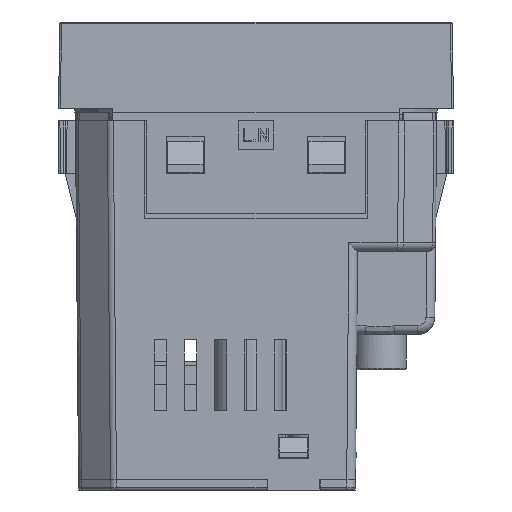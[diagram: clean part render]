
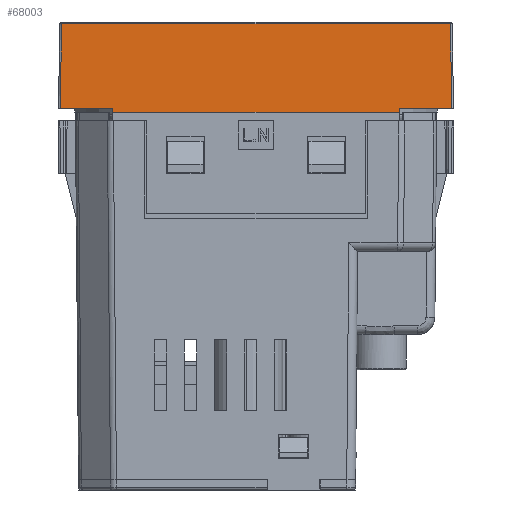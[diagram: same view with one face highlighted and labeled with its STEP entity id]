
A CAD part, left-side view. The second image highlights one B-rep face of the part: STEP entity #68003.
In plain terms, the highlighted planar face has unit normal (-1, 0, 0.018).
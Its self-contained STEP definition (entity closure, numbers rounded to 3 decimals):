
#1220 = ORIENTED_EDGE ( 'NONE', *, *, #37135, .F. ) ;
#1535 = CARTESIAN_POINT ( 'NONE',  ( -22.208, 22.005, 11.003 ) ) ;
#1924 = CARTESIAN_POINT ( 'NONE',  ( -22.376, 0., 1.4 ) ) ;
#4783 = VECTOR ( 'NONE', #22172, 1000. ) ;
#7382 = VERTEX_POINT ( 'NONE', #43063 ) ;
#10444 = VERTEX_POINT ( 'NONE', #49676 ) ;
#10949 = VERTEX_POINT ( 'NONE', #38242 ) ;
#11976 = LINE ( 'NONE', #1924, #64827 ) ;
#15248 = DIRECTION ( 'NONE',  ( -0.017, 0.017, -1. ) ) ;
#18338 = EDGE_CURVE ( 'NONE', #7382, #115614, #57789, .T. ) ;
#22172 = DIRECTION ( 'NONE',  ( 0., 1., 0. ) ) ;
#22841 = ORIENTED_EDGE ( 'NONE', *, *, #41233, .T. ) ;
#24975 = ORIENTED_EDGE ( 'NONE', *, *, #25759, .T. ) ;
#25759 = EDGE_CURVE ( 'NONE', #10949, #105150, #11976, .T. ) ;
#26259 = CARTESIAN_POINT ( 'NONE',  ( -22.393, 22.193, 0.387 ) ) ;
#27244 = DIRECTION ( 'NONE',  ( 0.017, 0.017, 1. ) ) ;
#30624 = CARTESIAN_POINT ( 'NONE',  ( -22.383, 0., 1. ) ) ;
#32116 = ORIENTED_EDGE ( 'NONE', *, *, #103337, .T. ) ;
#33888 = VERTEX_POINT ( 'NONE', #47402 ) ;
#36579 = CARTESIAN_POINT ( 'NONE',  ( -22.208, -22.008, 11.003 ) ) ;
#37135 = EDGE_CURVE ( 'NONE', #68604, #33888, #45037, .T. ) ;
#38242 = CARTESIAN_POINT ( 'NONE',  ( -22.376, -16.2, 1.4 ) ) ;
#41233 = EDGE_CURVE ( 'NONE', #124497, #10444, #50385, .T. ) ;
#43063 = CARTESIAN_POINT ( 'NONE',  ( -22.376, 16.2, 1.4 ) ) ;
#45037 = LINE ( 'NONE', #30624, #112949 ) ;
#47319 = VECTOR ( 'NONE', #96105, 1000. ) ;
#47402 = CARTESIAN_POINT ( 'NONE',  ( -22.383, 16.2, 1. ) ) ;
#48370 = DIRECTION ( 'NONE',  ( 0., 1., 0. ) ) ;
#49676 = CARTESIAN_POINT ( 'NONE',  ( -22.208, 22.008, 11.003 ) ) ;
#50385 = LINE ( 'NONE', #1535, #47319 ) ;
#53083 = LINE ( 'NONE', #95135, #123946 ) ;
#53186 = EDGE_CURVE ( 'NONE', #7382, #33888, #115364, .T. ) ;
#55797 = CARTESIAN_POINT ( 'NONE',  ( -22.376, -22.176, 1.4 ) ) ;
#56055 = VECTOR ( 'NONE', #115853, 1000. ) ;
#56095 = DIRECTION ( 'NONE',  ( 0.017, 0., 1. ) ) ;
#57789 = LINE ( 'NONE', #99019, #4783 ) ;
#59712 = FACE_OUTER_BOUND ( 'NONE', #118884, .T. ) ;
#60701 = ORIENTED_EDGE ( 'NONE', *, *, #18338, .F. ) ;
#61059 = LINE ( 'NONE', #26259, #88173 ) ;
#61784 = ORIENTED_EDGE ( 'NONE', *, *, #53186, .T. ) ;
#63873 = EDGE_CURVE ( 'NONE', #68604, #10949, #110389, .T. ) ;
#64827 = VECTOR ( 'NONE', #107081, 1000. ) ;
#66053 = CARTESIAN_POINT ( 'NONE',  ( -22.383, -16.2, 1. ) ) ;
#68003 = ADVANCED_FACE ( 'NONE', ( #59712 ), #96119, .T. ) ;
#68604 = VERTEX_POINT ( 'NONE', #66053 ) ;
#72242 = CARTESIAN_POINT ( 'NONE',  ( -22.4, 16.2, 0. ) ) ;
#74520 = VECTOR ( 'NONE', #92030, 1000. ) ;
#76123 = AXIS2_PLACEMENT_3D ( 'NONE', #105891, #104602, #56095 ) ;
#76595 = CARTESIAN_POINT ( 'NONE',  ( -22.4, -16.2, 0. ) ) ;
#82930 = ORIENTED_EDGE ( 'NONE', *, *, #63873, .T. ) ;
#88173 = VECTOR ( 'NONE', #15248, 1000. ) ;
#92030 = DIRECTION ( 'NONE',  ( -0.017, 0., -1. ) ) ;
#95135 = CARTESIAN_POINT ( 'NONE',  ( -22.393, -22.193, 0.387 ) ) ;
#96105 = DIRECTION ( 'NONE',  ( 0., 1., 0. ) ) ;
#96119 = PLANE ( 'NONE',  #76123 ) ;
#99019 = CARTESIAN_POINT ( 'NONE',  ( -22.376, 0., 1.4 ) ) ;
#103337 = EDGE_CURVE ( 'NONE', #10444, #115614, #61059, .T. ) ;
#104602 = DIRECTION ( 'NONE',  ( -1., 0., 0.017 ) ) ;
#105150 = VERTEX_POINT ( 'NONE', #55797 ) ;
#105503 = EDGE_CURVE ( 'NONE', #105150, #124497, #53083, .T. ) ;
#105891 = CARTESIAN_POINT ( 'NONE',  ( -22.4, 0., 0. ) ) ;
#107081 = DIRECTION ( 'NONE',  ( 0., -1., 0. ) ) ;
#110389 = LINE ( 'NONE', #76595, #56055 ) ;
#112949 = VECTOR ( 'NONE', #48370, 1000. ) ;
#115364 = LINE ( 'NONE', #72242, #74520 ) ;
#115614 = VERTEX_POINT ( 'NONE', #122365 ) ;
#115853 = DIRECTION ( 'NONE',  ( 0.017, 0., 1. ) ) ;
#117964 = ORIENTED_EDGE ( 'NONE', *, *, #105503, .T. ) ;
#118884 = EDGE_LOOP ( 'NONE', ( #1220, #82930, #24975, #117964, #22841, #32116, #60701, #61784 ) ) ;
#122365 = CARTESIAN_POINT ( 'NONE',  ( -22.376, 22.176, 1.4 ) ) ;
#123946 = VECTOR ( 'NONE', #27244, 1000. ) ;
#124497 = VERTEX_POINT ( 'NONE', #36579 ) ;
